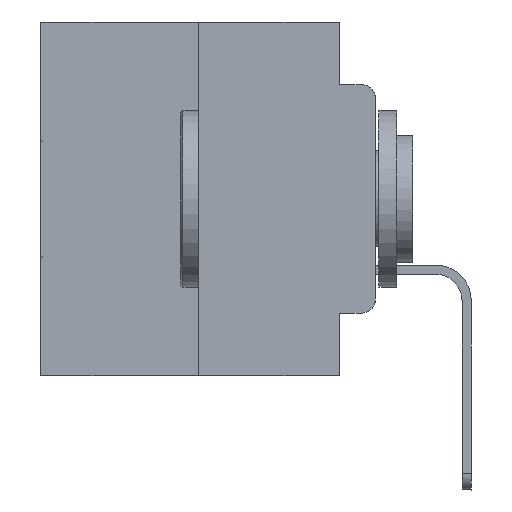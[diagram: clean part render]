
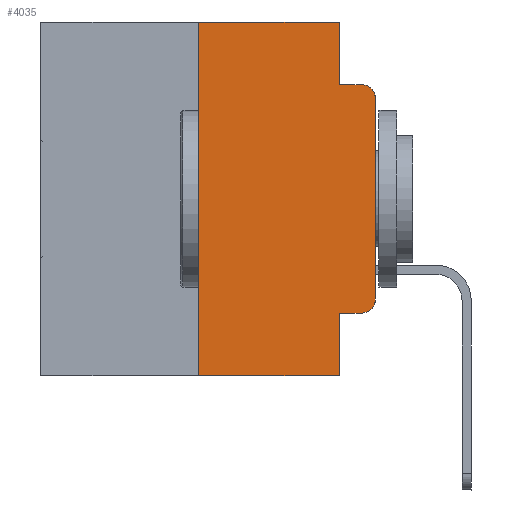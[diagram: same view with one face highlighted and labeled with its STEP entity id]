
A CAD part, left-side view. The second image highlights one B-rep face of the part: STEP entity #4035.
In plain terms, the highlighted planar face has unit normal (-1, 0, 0).
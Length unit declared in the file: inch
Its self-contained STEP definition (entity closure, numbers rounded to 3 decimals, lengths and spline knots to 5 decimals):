
#71 = VECTOR ( 'NONE', #25815, 39.37008 ) ;
#308 = CARTESIAN_POINT ( 'NONE',  ( 0., 0.051, -0.4115 ) ) ;
#560 = DIRECTION ( 'NONE',  ( -1., 0., 0. ) ) ;
#573 = VERTEX_POINT ( 'NONE', #3909 ) ;
#1643 = DIRECTION ( 'NONE',  ( 0., 0., -1. ) ) ;
#1688 = EDGE_CURVE ( 'NONE', #12803, #25606, #16156, .T. ) ;
#2223 = ORIENTED_EDGE ( 'NONE', *, *, #18718, .F. ) ;
#2224 = DIRECTION ( 'NONE',  ( 0., -1., 0. ) ) ;
#2555 = DIRECTION ( 'NONE',  ( 0., -1., 0. ) ) ;
#2678 = CIRCLE ( 'NONE', #5627, 0.02 ) ;
#2926 = VERTEX_POINT ( 'NONE', #5266 ) ;
#3058 = VERTEX_POINT ( 'NONE', #21173 ) ;
#3909 = CARTESIAN_POINT ( 'NONE',  ( 0., 0., -0.3915 ) ) ;
#4035 = ADVANCED_FACE ( 'NONE', ( #9687 ), #11504, .F. ) ;
#4377 = CARTESIAN_POINT ( 'NONE',  ( 0., 0.051, 0. ) ) ;
#5266 = CARTESIAN_POINT ( 'NONE',  ( 0., 0.051, 0. ) ) ;
#5341 = DIRECTION ( 'NONE',  ( 0., 0., -1. ) ) ;
#5627 = AXIS2_PLACEMENT_3D ( 'NONE', #15183, #21967, #1643 ) ;
#5777 = ORIENTED_EDGE ( 'NONE', *, *, #7347, .T. ) ;
#6211 = LINE ( 'NONE', #11808, #10050 ) ;
#6454 = CARTESIAN_POINT ( 'NONE',  ( 0., 0.473, 0. ) ) ;
#6853 = VERTEX_POINT ( 'NONE', #10422 ) ;
#7347 = EDGE_CURVE ( 'NONE', #573, #18046, #18680, .T. ) ;
#7369 = DIRECTION ( 'NONE',  ( 1., 0., 0. ) ) ;
#7612 = CARTESIAN_POINT ( 'NONE',  ( 0., 0.25, -0.5 ) ) ;
#7841 = EDGE_CURVE ( 'NONE', #3058, #6853, #12329, .T. ) ;
#8459 = ORIENTED_EDGE ( 'NONE', *, *, #1688, .F. ) ;
#8486 = ORIENTED_EDGE ( 'NONE', *, *, #12105, .T. ) ;
#8629 = CARTESIAN_POINT ( 'NONE',  ( 0., 0.25, 0. ) ) ;
#8798 = VECTOR ( 'NONE', #16798, 39.37008 ) ;
#9040 = EDGE_CURVE ( 'NONE', #2926, #15853, #10881, .T. ) ;
#9423 = ORIENTED_EDGE ( 'NONE', *, *, #7841, .F. ) ;
#9487 = CARTESIAN_POINT ( 'NONE',  ( 0., 0.02, -0.0885 ) ) ;
#9547 = DIRECTION ( 'NONE',  ( 0., -1., 0. ) ) ;
#9687 = FACE_OUTER_BOUND ( 'NONE', #23427, .T. ) ;
#10050 = VECTOR ( 'NONE', #14135, 39.37008 ) ;
#10181 = VECTOR ( 'NONE', #9547, 39.37008 ) ;
#10422 = CARTESIAN_POINT ( 'NONE',  ( 0., 0.051, -0.5 ) ) ;
#10881 = LINE ( 'NONE', #4377, #16144 ) ;
#11351 = VERTEX_POINT ( 'NONE', #17406 ) ;
#11504 = PLANE ( 'NONE',  #22459 ) ;
#11808 = CARTESIAN_POINT ( 'NONE',  ( 0., 0.473, -0.5 ) ) ;
#12105 = EDGE_CURVE ( 'NONE', #3058, #11351, #23306, .T. ) ;
#12329 = LINE ( 'NONE', #22186, #16550 ) ;
#12746 = EDGE_CURVE ( 'NONE', #18046, #23541, #15600, .T. ) ;
#12803 = VERTEX_POINT ( 'NONE', #7612 ) ;
#12885 = ORIENTED_EDGE ( 'NONE', *, *, #17967, .F. ) ;
#13503 = VECTOR ( 'NONE', #2224, 39.37008 ) ;
#13745 = CARTESIAN_POINT ( 'NONE',  ( 0., 0.473, 0. ) ) ;
#14135 = DIRECTION ( 'NONE',  ( 0., -1., 0. ) ) ;
#14567 = ORIENTED_EDGE ( 'NONE', *, *, #16849, .T. ) ;
#15071 = CARTESIAN_POINT ( 'NONE',  ( 0., 0.051, -0.0885 ) ) ;
#15183 = CARTESIAN_POINT ( 'NONE',  ( 0., 0.02, -0.3915 ) ) ;
#15600 = CIRCLE ( 'NONE', #17875, 0.02 ) ;
#15668 = ORIENTED_EDGE ( 'NONE', *, *, #12746, .T. ) ;
#15853 = VERTEX_POINT ( 'NONE', #15071 ) ;
#16144 = VECTOR ( 'NONE', #29112, 39.37008 ) ;
#16156 = LINE ( 'NONE', #18682, #8798 ) ;
#16550 = VECTOR ( 'NONE', #17981, 39.37008 ) ;
#16798 = DIRECTION ( 'NONE',  ( 0., 0., 1. ) ) ;
#16849 = EDGE_CURVE ( 'NONE', #12803, #6853, #6211, .T. ) ;
#17012 = VECTOR ( 'NONE', #2555, 39.37008 ) ;
#17406 = CARTESIAN_POINT ( 'NONE',  ( 0., 0.02, -0.4115 ) ) ;
#17875 = AXIS2_PLACEMENT_3D ( 'NONE', #23092, #560, #5341 ) ;
#17967 = EDGE_CURVE ( 'NONE', #25606, #2926, #25428, .T. ) ;
#17981 = DIRECTION ( 'NONE',  ( 0., 0., -1. ) ) ;
#18046 = VERTEX_POINT ( 'NONE', #18325 ) ;
#18325 = CARTESIAN_POINT ( 'NONE',  ( 0., 0., -0.1085 ) ) ;
#18680 = LINE ( 'NONE', #21499, #71 ) ;
#18682 = CARTESIAN_POINT ( 'NONE',  ( 0., 0.25, 0. ) ) ;
#18718 = EDGE_CURVE ( 'NONE', #15853, #23541, #19725, .T. ) ;
#19271 = ORIENTED_EDGE ( 'NONE', *, *, #9040, .F. ) ;
#19725 = LINE ( 'NONE', #21231, #10181 ) ;
#21173 = CARTESIAN_POINT ( 'NONE',  ( 0., 0.051, -0.4115 ) ) ;
#21231 = CARTESIAN_POINT ( 'NONE',  ( 0., 0.051, -0.0885 ) ) ;
#21499 = CARTESIAN_POINT ( 'NONE',  ( 0., 0., 0. ) ) ;
#21967 = DIRECTION ( 'NONE',  ( -1., 0., 0. ) ) ;
#22186 = CARTESIAN_POINT ( 'NONE',  ( 0., 0.051, 0. ) ) ;
#22459 = AXIS2_PLACEMENT_3D ( 'NONE', #13745, #7369, #25124 ) ;
#23092 = CARTESIAN_POINT ( 'NONE',  ( 0., 0.02, -0.1085 ) ) ;
#23306 = LINE ( 'NONE', #308, #17012 ) ;
#23427 = EDGE_LOOP ( 'NONE', ( #5777, #15668, #2223, #19271, #12885, #8459, #14567, #9423, #8486, #28024 ) ) ;
#23541 = VERTEX_POINT ( 'NONE', #9487 ) ;
#25089 = EDGE_CURVE ( 'NONE', #11351, #573, #2678, .T. ) ;
#25124 = DIRECTION ( 'NONE',  ( 0., 0., -1. ) ) ;
#25428 = LINE ( 'NONE', #6454, #13503 ) ;
#25606 = VERTEX_POINT ( 'NONE', #8629 ) ;
#25815 = DIRECTION ( 'NONE',  ( 0., 0., 1. ) ) ;
#28024 = ORIENTED_EDGE ( 'NONE', *, *, #25089, .T. ) ;
#29112 = DIRECTION ( 'NONE',  ( 0., 0., -1. ) ) ;
